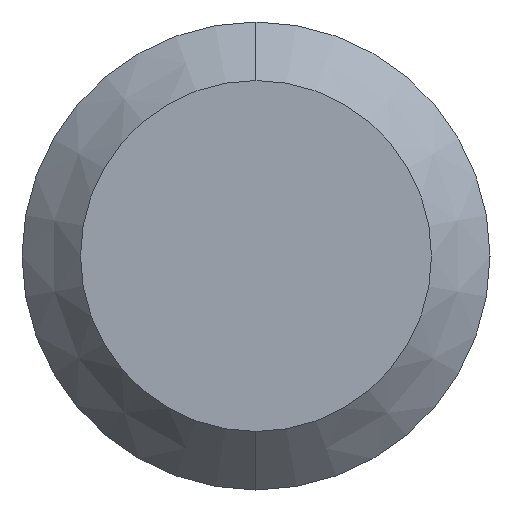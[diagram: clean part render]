
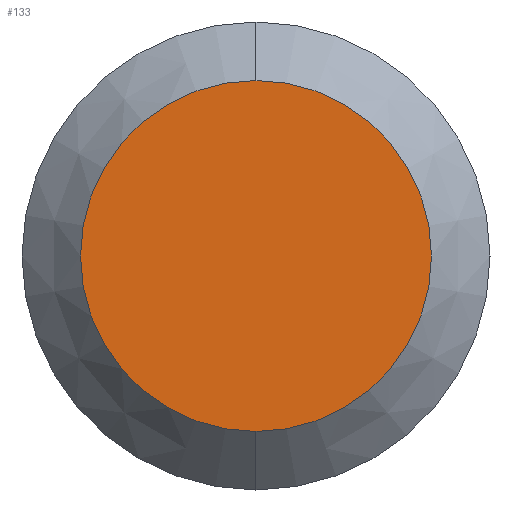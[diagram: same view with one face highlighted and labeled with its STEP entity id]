
A CAD part, left-side view. The second image highlights one B-rep face of the part: STEP entity #133.
In plain terms, the highlighted planar face has unit normal (-1, 0, 0).
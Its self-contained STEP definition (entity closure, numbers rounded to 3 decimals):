
#3 = EDGE_LOOP ( 'NONE', ( #219, #251 ) ) ;
#58 = PLANE ( 'NONE',  #313 ) ;
#133 = ADVANCED_FACE ( 'NONE', ( #458 ), #58, .F. ) ;
#138 = DIRECTION ( 'NONE',  ( 0., 0., -1. ) ) ;
#182 = CARTESIAN_POINT ( 'NONE',  ( 0., 1.5, 0. ) ) ;
#211 = VERTEX_POINT ( 'NONE', #264 ) ;
#219 = ORIENTED_EDGE ( 'NONE', *, *, #290, .T. ) ;
#236 = DIRECTION ( 'NONE',  ( -1., 0., 0. ) ) ;
#251 = ORIENTED_EDGE ( 'NONE', *, *, #382, .T. ) ;
#253 = DIRECTION ( 'NONE',  ( 1., 0., 0. ) ) ;
#260 = CARTESIAN_POINT ( 'NONE',  ( 0., 0., -1.5 ) ) ;
#264 = CARTESIAN_POINT ( 'NONE',  ( 0., 0., 1.5 ) ) ;
#266 = VERTEX_POINT ( 'NONE', #260 ) ;
#272 = AXIS2_PLACEMENT_3D ( 'NONE', #456, #236, #343 ) ;
#290 = EDGE_CURVE ( 'NONE', #266, #211, #297, .T. ) ;
#297 = CIRCLE ( 'NONE', #415, 1.5 ) ;
#302 = DIRECTION ( 'NONE',  ( 0., 0., 1. ) ) ;
#313 = AXIS2_PLACEMENT_3D ( 'NONE', #182, #253, #138 ) ;
#333 = DIRECTION ( 'NONE',  ( -1., 0., 0. ) ) ;
#343 = DIRECTION ( 'NONE',  ( 0., 0., 1. ) ) ;
#380 = CIRCLE ( 'NONE', #272, 1.5 ) ;
#382 = EDGE_CURVE ( 'NONE', #211, #266, #380, .T. ) ;
#415 = AXIS2_PLACEMENT_3D ( 'NONE', #482, #333, #302 ) ;
#456 = CARTESIAN_POINT ( 'NONE',  ( 0., 0., 0. ) ) ;
#458 = FACE_OUTER_BOUND ( 'NONE', #3, .T. ) ;
#482 = CARTESIAN_POINT ( 'NONE',  ( 0., 0., 0. ) ) ;
